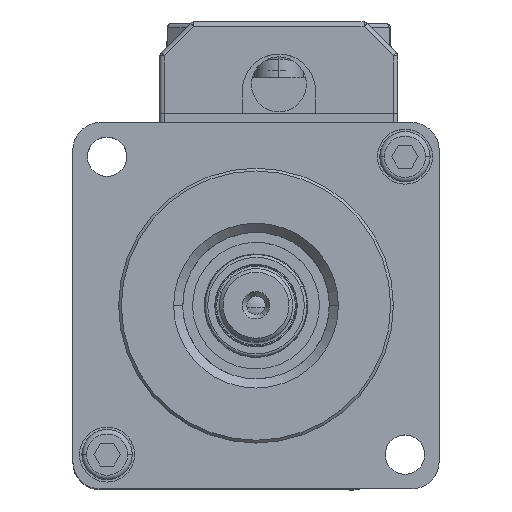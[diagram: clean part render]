
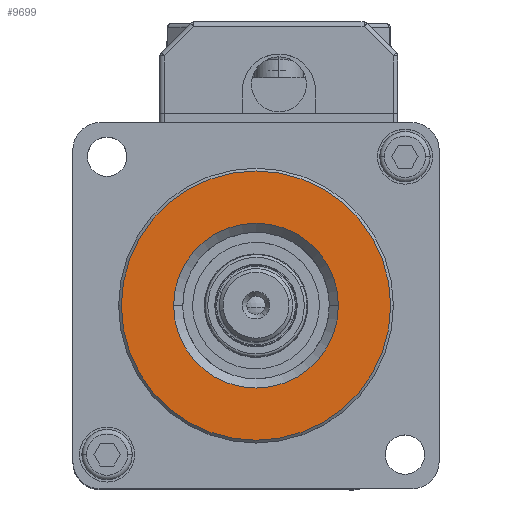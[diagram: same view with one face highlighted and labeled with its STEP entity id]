
A CAD part, top view. The second image highlights one B-rep face of the part: STEP entity #9699.
In plain terms, the highlighted planar face has unit normal (0, 0, 1).
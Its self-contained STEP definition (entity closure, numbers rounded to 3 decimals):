
#203 = DIRECTION ( 'NONE',  ( -1., 0., 0. ) ) ;
#549 = EDGE_LOOP ( 'NONE', ( #26835, #25601 ) ) ;
#1594 = DIRECTION ( 'NONE',  ( -1., 0., 0. ) ) ;
#1819 = EDGE_CURVE ( 'NONE', #3185, #2853, #17115, .T. ) ;
#2186 = AXIS2_PLACEMENT_3D ( 'NONE', #28573, #15088, #1594 ) ;
#2493 = DIRECTION ( 'NONE',  ( 0., 0., 1. ) ) ;
#2853 = VERTEX_POINT ( 'NONE', #10405 ) ;
#3185 = VERTEX_POINT ( 'NONE', #11686 ) ;
#6099 = PLANE ( 'NONE',  #2186 ) ;
#9061 = CARTESIAN_POINT ( 'NONE',  ( 0., 0., 9. ) ) ;
#9699 = ADVANCED_FACE ( 'NONE', ( #17679, #25742 ), #6099, .F. ) ;
#10405 = CARTESIAN_POINT ( 'NONE',  ( 9., 0., 9. ) ) ;
#11332 = DIRECTION ( 'NONE',  ( -1., 0., 0. ) ) ;
#11685 = EDGE_CURVE ( 'NONE', #20341, #19648, #19839, .T. ) ;
#11686 = CARTESIAN_POINT ( 'NONE',  ( -9., 0., 9. ) ) ;
#12582 = EDGE_CURVE ( 'NONE', #19648, #20341, #17791, .T. ) ;
#13098 = DIRECTION ( 'NONE',  ( 0., 0., -1. ) ) ;
#13441 = EDGE_LOOP ( 'NONE', ( #22469, #19735 ) ) ;
#13733 = DIRECTION ( 'NONE',  ( 0., 0., -1. ) ) ;
#14319 = AXIS2_PLACEMENT_3D ( 'NONE', #9061, #24680, #11332 ) ;
#14474 = EDGE_CURVE ( 'NONE', #2853, #3185, #22800, .T. ) ;
#15088 = DIRECTION ( 'NONE',  ( 0., 0., -1. ) ) ;
#15933 = CARTESIAN_POINT ( 'NONE',  ( 0., 0., 9. ) ) ;
#16396 = AXIS2_PLACEMENT_3D ( 'NONE', #15933, #2493, #18177 ) ;
#17115 = CIRCLE ( 'NONE', #18711, 9. ) ;
#17679 = FACE_OUTER_BOUND ( 'NONE', #13441, .T. ) ;
#17791 = CIRCLE ( 'NONE', #16396, 14.7 ) ;
#18177 = DIRECTION ( 'NONE',  ( -1., 0., 0. ) ) ;
#18711 = AXIS2_PLACEMENT_3D ( 'NONE', #27156, #13733, #203 ) ;
#19085 = CARTESIAN_POINT ( 'NONE',  ( -14.7, 0., 9. ) ) ;
#19648 = VERTEX_POINT ( 'NONE', #27171 ) ;
#19735 = ORIENTED_EDGE ( 'NONE', *, *, #12582, .T. ) ;
#19839 = CIRCLE ( 'NONE', #14319, 14.7 ) ;
#20341 = VERTEX_POINT ( 'NONE', #19085 ) ;
#22143 = AXIS2_PLACEMENT_3D ( 'NONE', #26490, #13098, #28798 ) ;
#22469 = ORIENTED_EDGE ( 'NONE', *, *, #11685, .T. ) ;
#22800 = CIRCLE ( 'NONE', #22143, 9. ) ;
#24680 = DIRECTION ( 'NONE',  ( 0., 0., 1. ) ) ;
#25601 = ORIENTED_EDGE ( 'NONE', *, *, #1819, .T. ) ;
#25742 = FACE_BOUND ( 'NONE', #549, .T. ) ;
#26490 = CARTESIAN_POINT ( 'NONE',  ( 0., 0., 9. ) ) ;
#26835 = ORIENTED_EDGE ( 'NONE', *, *, #14474, .T. ) ;
#27156 = CARTESIAN_POINT ( 'NONE',  ( 0., 0., 9. ) ) ;
#27171 = CARTESIAN_POINT ( 'NONE',  ( 14.7, 0., 9. ) ) ;
#28573 = CARTESIAN_POINT ( 'NONE',  ( 0., 0., 9. ) ) ;
#28798 = DIRECTION ( 'NONE',  ( -1., 0., 0. ) ) ;
